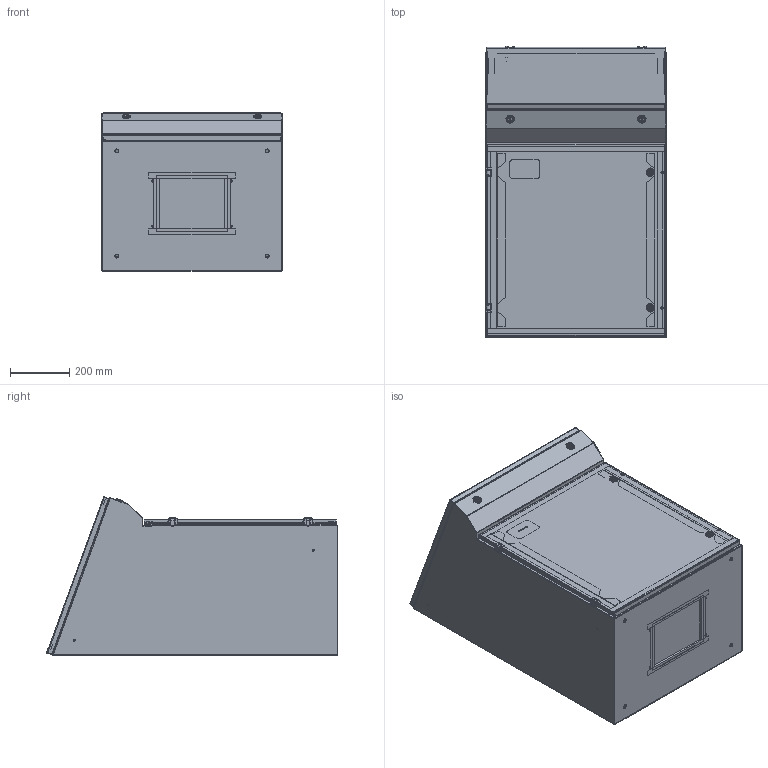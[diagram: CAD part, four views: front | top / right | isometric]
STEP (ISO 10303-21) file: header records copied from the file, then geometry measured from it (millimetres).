
FILE_DESCRIPTION (( 'STEP AP214' ), '1' );
FILE_NAME ('2CLC2024.STEP', '2019-07-12T18:16:03', ( '' ), ( '' ), 'SwSTEP 2.0', 'SolidWorks 2018', '' );
FILE_SCHEMA (( 'AUTOMOTIVE_DESIGN' ));
Length unit declared in the file: inch
Products named in the file (1): 2CLC2024
Bounding box: 609.6 x 984.05 x 534.91 mm (x, y, z)
Volume: 6095681.2 mm3; surface area: 6220317 mm2
Topology: 110 solids, 110 shells, 1980 faces, 4881 edges, 3203 vertices
Faces by surface type: plane 1335, cylinder 420, bspline 168, cone 35, torus 20, sphere 2
Full cylindrical faces by diameter (mm): 4.801 x4, 4.976 x5, 5 x4, 5.004 x4, 5.74 x6, 5.893 x8, 5.994 x12, 6.172 x1, 6.35 x22, 6.909 x2, 6.985 x6, 7.137 x52, 7.805 x1, 7.937 x6, 8.331 x1, 8.382 x4, 8.509 x2, 9.144 x2, 9.525 x4, 9.83 x2, 9.931 x2, 10.16 x1, 11.1 x1, 12.7 x9, 13.335 x4, 15.494 x2, 15.875 x12, 16.51 x4, 17.45 x2, 19.939 x8
Entity records: 63510 total; most frequent: CARTESIAN_POINT 17118, ORIENTED_EDGE 9102, DIRECTION 8518, EDGE_CURVE 4551, LINE 3210, VECTOR 3210, VERTEX_POINT 3120, AXIS2_PLACEMENT_3D 2654
